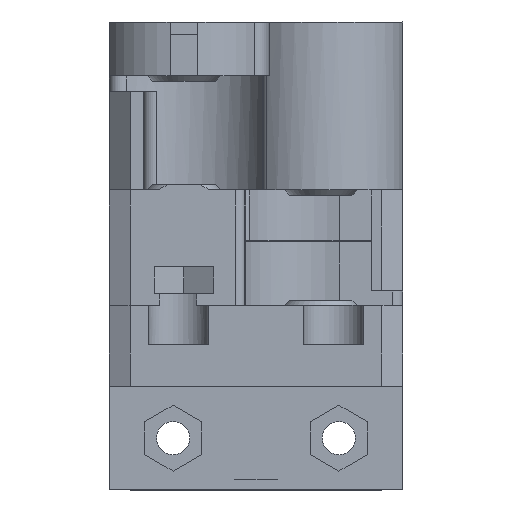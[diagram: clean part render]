
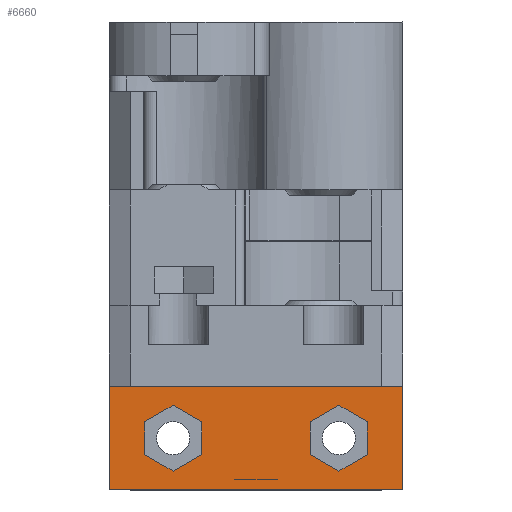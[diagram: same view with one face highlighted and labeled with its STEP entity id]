
A CAD part, left-side view. The second image highlights one B-rep face of the part: STEP entity #6660.
In plain terms, the highlighted planar face has unit normal (-1, 0, 0).
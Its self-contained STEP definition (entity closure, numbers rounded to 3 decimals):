
#414=FACE_BOUND('',#995,.T.);
#415=FACE_BOUND('',#996,.T.);
#596=FACE_OUTER_BOUND('',#994,.T.);
#994=EDGE_LOOP('',(#5052,#5053,#5054,#5055));
#995=EDGE_LOOP('',(#5056,#5057,#5058,#5059,#5060,#5061));
#996=EDGE_LOOP('',(#5062,#5063,#5064,#5065,#5066,#5067));
#1509=LINE('',#10077,#2245);
#1522=LINE('',#10110,#2258);
#1557=LINE('',#10183,#2293);
#1569=LINE('',#10207,#2305);
#1590=LINE('',#10258,#2326);
#1591=LINE('',#10260,#2327);
#1592=LINE('',#10262,#2328);
#1593=LINE('',#10264,#2329);
#1594=LINE('',#10266,#2330);
#1595=LINE('',#10267,#2331);
#1596=LINE('',#10270,#2332);
#1597=LINE('',#10272,#2333);
#1598=LINE('',#10274,#2334);
#1599=LINE('',#10276,#2335);
#1600=LINE('',#10278,#2336);
#1601=LINE('',#10279,#2337);
#2245=VECTOR('',#8115,10.);
#2258=VECTOR('',#8140,10.);
#2293=VECTOR('',#8197,10.);
#2305=VECTOR('',#8221,10.);
#2326=VECTOR('',#8268,10.);
#2327=VECTOR('',#8269,10.);
#2328=VECTOR('',#8270,10.);
#2329=VECTOR('',#8271,10.);
#2330=VECTOR('',#8272,10.);
#2331=VECTOR('',#8273,10.);
#2332=VECTOR('',#8274,10.);
#2333=VECTOR('',#8275,10.);
#2334=VECTOR('',#8276,10.);
#2335=VECTOR('',#8277,10.);
#2336=VECTOR('',#8278,10.);
#2337=VECTOR('',#8279,10.);
#2968=VERTEX_POINT('',#10074);
#2969=VERTEX_POINT('',#10076);
#2983=VERTEX_POINT('',#10109);
#3010=VERTEX_POINT('',#10182);
#3032=VERTEX_POINT('',#10256);
#3033=VERTEX_POINT('',#10257);
#3034=VERTEX_POINT('',#10259);
#3035=VERTEX_POINT('',#10261);
#3036=VERTEX_POINT('',#10263);
#3037=VERTEX_POINT('',#10265);
#3038=VERTEX_POINT('',#10268);
#3039=VERTEX_POINT('',#10269);
#3040=VERTEX_POINT('',#10271);
#3041=VERTEX_POINT('',#10273);
#3042=VERTEX_POINT('',#10275);
#3043=VERTEX_POINT('',#10277);
#3687=EDGE_CURVE('',#2968,#2969,#1509,.F.);
#3704=EDGE_CURVE('',#2969,#2983,#1522,.F.);
#3741=EDGE_CURVE('',#2983,#3010,#1557,.T.);
#3754=EDGE_CURVE('',#2968,#3010,#1569,.T.);
#3781=EDGE_CURVE('',#3032,#3033,#1590,.T.);
#3782=EDGE_CURVE('',#3033,#3034,#1591,.T.);
#3783=EDGE_CURVE('',#3034,#3035,#1592,.T.);
#3784=EDGE_CURVE('',#3035,#3036,#1593,.T.);
#3785=EDGE_CURVE('',#3036,#3037,#1594,.T.);
#3786=EDGE_CURVE('',#3037,#3032,#1595,.T.);
#3787=EDGE_CURVE('',#3038,#3039,#1596,.T.);
#3788=EDGE_CURVE('',#3039,#3040,#1597,.T.);
#3789=EDGE_CURVE('',#3040,#3041,#1598,.T.);
#3790=EDGE_CURVE('',#3041,#3042,#1599,.T.);
#3791=EDGE_CURVE('',#3042,#3043,#1600,.T.);
#3792=EDGE_CURVE('',#3043,#3038,#1601,.T.);
#5052=ORIENTED_EDGE('',*,*,#3704,.F.);
#5053=ORIENTED_EDGE('',*,*,#3687,.F.);
#5054=ORIENTED_EDGE('',*,*,#3754,.T.);
#5055=ORIENTED_EDGE('',*,*,#3741,.F.);
#5056=ORIENTED_EDGE('',*,*,#3781,.T.);
#5057=ORIENTED_EDGE('',*,*,#3782,.T.);
#5058=ORIENTED_EDGE('',*,*,#3783,.T.);
#5059=ORIENTED_EDGE('',*,*,#3784,.T.);
#5060=ORIENTED_EDGE('',*,*,#3785,.T.);
#5061=ORIENTED_EDGE('',*,*,#3786,.T.);
#5062=ORIENTED_EDGE('',*,*,#3787,.T.);
#5063=ORIENTED_EDGE('',*,*,#3788,.T.);
#5064=ORIENTED_EDGE('',*,*,#3789,.T.);
#5065=ORIENTED_EDGE('',*,*,#3790,.T.);
#5066=ORIENTED_EDGE('',*,*,#3791,.T.);
#5067=ORIENTED_EDGE('',*,*,#3792,.T.);
#6367=PLANE('',#7161);
#6660=ADVANCED_FACE('',(#596,#414,#415),#6367,.T.);
#7161=AXIS2_PLACEMENT_3D('',#10255,#8266,#8267);
#8115=DIRECTION('',(0.,1.,0.));
#8140=DIRECTION('',(0.,0.,1.));
#8197=DIRECTION('',(0.,1.,0.));
#8221=DIRECTION('',(0.,0.,-1.));
#8266=DIRECTION('center_axis',(-1.,0.,0.));
#8267=DIRECTION('ref_axis',(0.,1.,0.));
#8268=DIRECTION('',(0.,0.866,0.5));
#8269=DIRECTION('',(0.,0.,1.));
#8270=DIRECTION('',(0.,-0.866,0.5));
#8271=DIRECTION('',(0.,-0.866,-0.5));
#8272=DIRECTION('',(0.,0.,-1.));
#8273=DIRECTION('',(0.,0.866,-0.5));
#8274=DIRECTION('',(0.,-0.866,0.5));
#8275=DIRECTION('',(0.,-0.866,-0.5));
#8276=DIRECTION('',(0.,0.,-1.));
#8277=DIRECTION('',(0.,0.866,-0.5));
#8278=DIRECTION('',(0.,0.866,0.5));
#8279=DIRECTION('',(0.,0.,1.));
#10074=CARTESIAN_POINT('',(-1.5,231.604,0.));
#10076=CARTESIAN_POINT('',(-1.5,203.304,0.));
#10077=CARTESIAN_POINT('',(-1.5,210.379,0.));
#10109=CARTESIAN_POINT('',(-1.5,203.304,-10.));
#10110=CARTESIAN_POINT('',(-1.5,203.304,0.));
#10182=CARTESIAN_POINT('',(-1.5,231.604,-10.));
#10183=CARTESIAN_POINT('',(-1.5,210.379,-10.));
#10207=CARTESIAN_POINT('',(-1.5,231.604,0.));
#10255=CARTESIAN_POINT('Origin',(-1.5,203.304,0.));
#10256=CARTESIAN_POINT('',(-1.5,225.454,-8.175));
#10257=CARTESIAN_POINT('',(-1.5,228.204,-6.588));
#10258=CARTESIAN_POINT('',(-1.5,218.918,-11.949));
#10259=CARTESIAN_POINT('',(-1.5,228.204,-3.412));
#10260=CARTESIAN_POINT('',(-1.5,228.204,-3.294));
#10261=CARTESIAN_POINT('',(-1.5,225.454,-1.825));
#10262=CARTESIAN_POINT('',(-1.5,218.127,2.405));
#10263=CARTESIAN_POINT('',(-1.5,222.704,-3.412));
#10264=CARTESIAN_POINT('',(-1.5,217.543,-6.392));
#10265=CARTESIAN_POINT('',(-1.5,222.704,-6.588));
#10266=CARTESIAN_POINT('',(-1.5,222.704,-1.706));
#10267=CARTESIAN_POINT('',(-1.5,214.002,-1.564));
#10268=CARTESIAN_POINT('',(-1.5,212.204,-3.412));
#10269=CARTESIAN_POINT('',(-1.5,209.454,-1.825));
#10270=CARTESIAN_POINT('',(-1.5,208.127,-1.059));
#10271=CARTESIAN_POINT('',(-1.5,206.704,-3.412));
#10272=CARTESIAN_POINT('',(-1.5,207.543,-2.928));
#10273=CARTESIAN_POINT('',(-1.5,206.704,-6.588));
#10274=CARTESIAN_POINT('',(-1.5,206.704,-1.706));
#10275=CARTESIAN_POINT('',(-1.5,209.454,-8.175));
#10276=CARTESIAN_POINT('',(-1.5,204.002,-5.028));
#10277=CARTESIAN_POINT('',(-1.5,212.204,-6.588));
#10278=CARTESIAN_POINT('',(-1.5,208.918,-8.485));
#10279=CARTESIAN_POINT('',(-1.5,212.204,-3.294));
